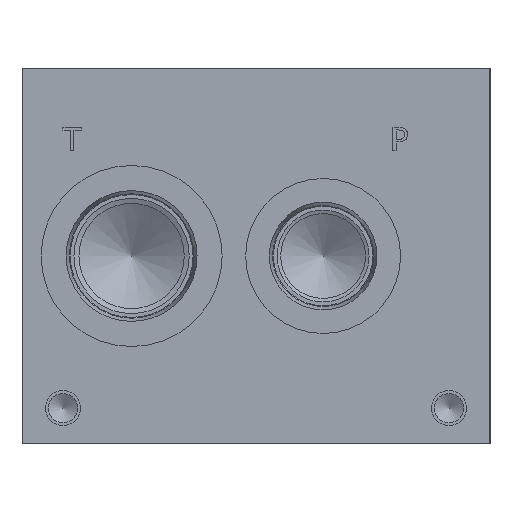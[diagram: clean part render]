
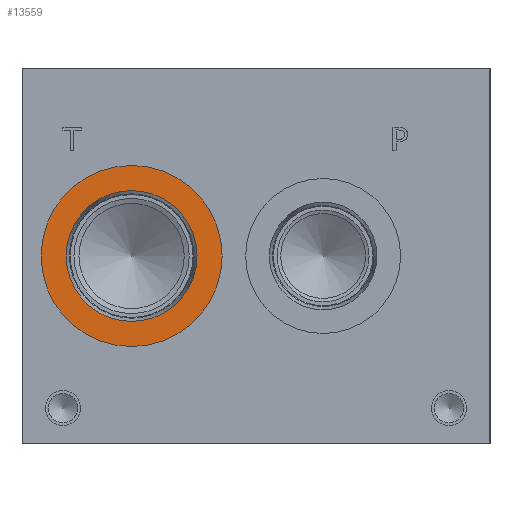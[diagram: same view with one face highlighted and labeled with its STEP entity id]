
A CAD part, left-side view. The second image highlights one B-rep face of the part: STEP entity #13559.
In plain terms, the highlighted planar face has unit normal (-1, 0, 0).
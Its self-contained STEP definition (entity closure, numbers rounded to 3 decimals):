
#299=CIRCLE('',#14237,24.562);
#300=CIRCLE('',#14238,24.562);
#301=CIRCLE('',#14240,17.755);
#302=CIRCLE('',#14241,17.755);
#555=FACE_BOUND('',#2345,.T.);
#945=PLANE('',#14239);
#1563=FACE_OUTER_BOUND('',#2344,.T.);
#2344=EDGE_LOOP('',(#11697,#11698));
#2345=EDGE_LOOP('',(#11699,#11700));
#6387=VERTEX_POINT('',#23112);
#6388=VERTEX_POINT('',#23114);
#6389=VERTEX_POINT('',#23118);
#6390=VERTEX_POINT('',#23119);
#8215=EDGE_CURVE('',#6387,#6388,#299,.T.);
#8216=EDGE_CURVE('',#6388,#6387,#300,.T.);
#8217=EDGE_CURVE('',#6389,#6390,#301,.T.);
#8218=EDGE_CURVE('',#6390,#6389,#302,.T.);
#11697=ORIENTED_EDGE('',*,*,#8216,.F.);
#11698=ORIENTED_EDGE('',*,*,#8215,.F.);
#11699=ORIENTED_EDGE('',*,*,#8217,.T.);
#11700=ORIENTED_EDGE('',*,*,#8218,.T.);
#13559=ADVANCED_FACE('',(#1563,#555),#945,.F.);
#14237=AXIS2_PLACEMENT_3D('',#23115,#16760,#16761);
#14238=AXIS2_PLACEMENT_3D('',#23116,#16762,#16763);
#14239=AXIS2_PLACEMENT_3D('',#23117,#16764,#16765);
#14240=AXIS2_PLACEMENT_3D('',#23120,#16766,#16767);
#14241=AXIS2_PLACEMENT_3D('',#23121,#16768,#16769);
#16760=DIRECTION('center_axis',(1.,0.,0.));
#16761=DIRECTION('ref_axis',(0.,0.,-1.));
#16762=DIRECTION('center_axis',(1.,0.,0.));
#16763=DIRECTION('ref_axis',(0.,0.,-1.));
#16764=DIRECTION('center_axis',(1.,0.,0.));
#16765=DIRECTION('ref_axis',(0.,0.,-1.));
#16766=DIRECTION('center_axis',(1.,0.,0.));
#16767=DIRECTION('ref_axis',(0.,0.,-1.));
#16768=DIRECTION('center_axis',(1.,0.,0.));
#16769=DIRECTION('ref_axis',(0.,0.,-1.));
#23112=CARTESIAN_POINT('',(0.787,97.257,26.238));
#23114=CARTESIAN_POINT('',(0.787,97.257,75.362));
#23115=CARTESIAN_POINT('Origin',(0.787,97.257,50.8));
#23116=CARTESIAN_POINT('Origin',(0.787,97.257,50.8));
#23117=CARTESIAN_POINT('Origin',(0.787,97.257,68.555));
#23118=CARTESIAN_POINT('',(0.787,97.257,68.555));
#23119=CARTESIAN_POINT('',(0.787,97.257,33.045));
#23120=CARTESIAN_POINT('Origin',(0.787,97.257,50.8));
#23121=CARTESIAN_POINT('Origin',(0.787,97.257,50.8));
